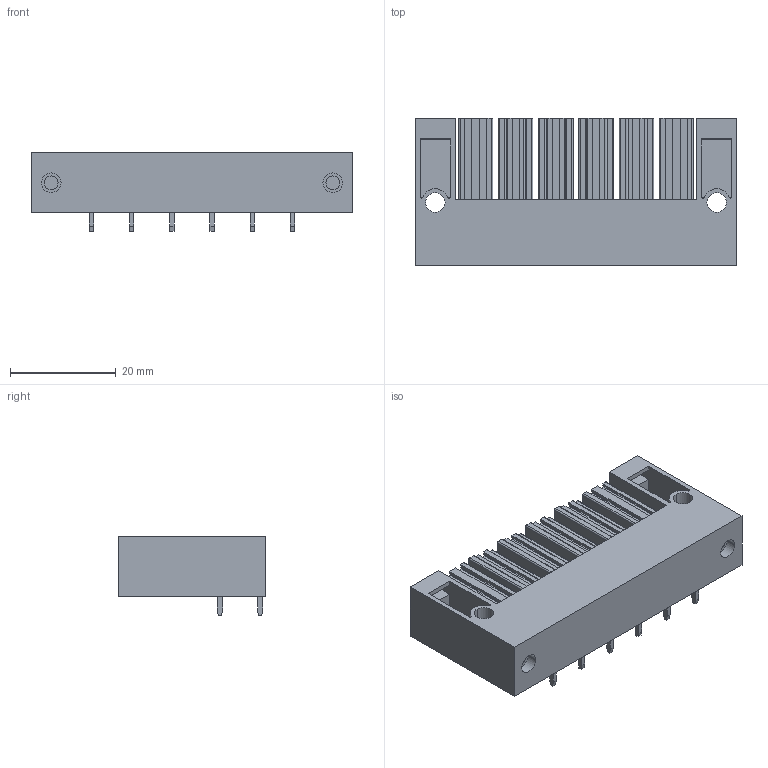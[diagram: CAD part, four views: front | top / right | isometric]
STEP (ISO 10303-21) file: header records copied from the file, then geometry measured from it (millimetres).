
FILE_DESCRIPTION(('CATIA V5 STEP','CAx-IF Rec.Pracs.--- Model Styling and Organization---1.2---2011-12-15'),'2;1');
FILE_NAME ('D1459270_0_1928430000_1928430000.stp','2018-09-06T04:30:50+00:00',('none'),('Weidmueller'),'CATIA Version 5-6 Release 2014','CATIA V5 STEP AP214','none');
FILE_SCHEMA(('AUTOMOTIVE_DESIGN { 1 0 10303 214 1 1 1 1 }'));
Length unit declared in the file: millimetre
Products named in the file (1): 1928430000
Bounding box: 60.96 x 28 x 14.9 mm (x, y, z)
Volume: 13627.9 mm3; surface area: 9090.9 mm2
Topology: 13 solids, 13 shells, 350 faces, 896 edges, 588 vertices
Faces by surface type: plane 270, cylinder 76, cone 4
Entity records: 9708 total; most frequent: ORIENTED_EDGE 1792, CARTESIAN_POINT 1730, DIRECTION 1314, EDGE_CURVE 896, VECTOR 716, LINE 716, VERTEX_POINT 588, AXIS2_PLACEMENT_3D 378
